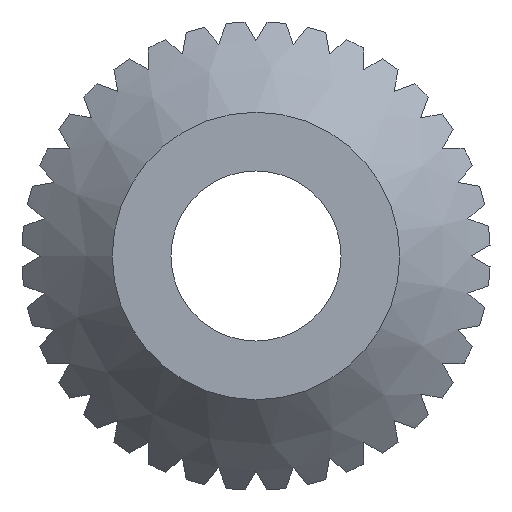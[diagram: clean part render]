
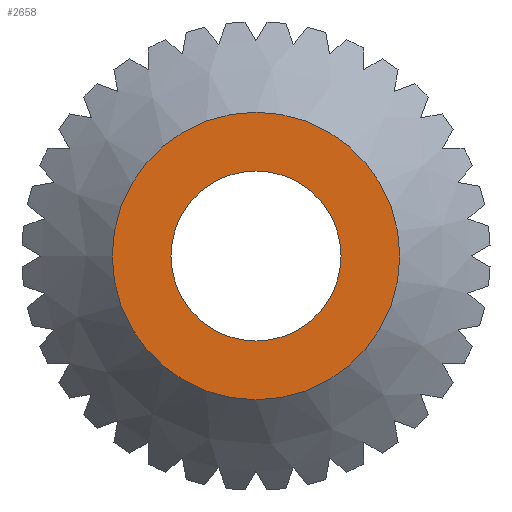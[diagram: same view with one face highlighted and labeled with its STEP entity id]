
A CAD part, left-side view. The second image highlights one B-rep face of the part: STEP entity #2658.
In plain terms, the highlighted planar face has unit normal (-1, 0, 0).
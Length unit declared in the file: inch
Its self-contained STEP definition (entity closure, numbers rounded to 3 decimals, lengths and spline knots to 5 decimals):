
#25=FACE_BOUND('',#565,.T.);
#286=PLANE('',#2890);
#423=FACE_OUTER_BOUND('',#564,.T.);
#564=EDGE_LOOP('',(#2446));
#565=EDGE_LOOP('',(#2447));
#608=CIRCLE('',#2740,0.31754);
#648=CIRCLE('',#2891,0.18795);
#1125=VERTEX_POINT('',#5100);
#1233=VERTEX_POINT('',#7138);
#1415=EDGE_CURVE('',#1125,#1125,#608,.T.);
#1640=EDGE_CURVE('',#1233,#1233,#648,.T.);
#2446=ORIENTED_EDGE('',*,*,#1415,.F.);
#2447=ORIENTED_EDGE('',*,*,#1640,.T.);
#2658=ADVANCED_FACE('',(#423,#25),#286,.T.);
#2740=AXIS2_PLACEMENT_3D('',#5102,#3053,#3054);
#2890=AXIS2_PLACEMENT_3D('',#7137,#3459,#3460);
#2891=AXIS2_PLACEMENT_3D('',#7139,#3461,#3462);
#3053=DIRECTION('center_axis',(1.,0.,0.));
#3054=DIRECTION('ref_axis',(0.,-1.,0.));
#3459=DIRECTION('center_axis',(-1.,0.,0.));
#3460=DIRECTION('ref_axis',(0.,0.,1.));
#3461=DIRECTION('center_axis',(1.,0.,0.));
#3462=DIRECTION('ref_axis',(0.,0.,-1.));
#5100=CARTESIAN_POINT('',(-6.28549,1.19254,0.));
#5102=CARTESIAN_POINT('Origin',(-6.28549,0.875,0.));
#7137=CARTESIAN_POINT('Origin',(-6.28549,1.39254,0.));
#7138=CARTESIAN_POINT('',(-6.28549,1.06295,0.));
#7139=CARTESIAN_POINT('Origin',(-6.28549,0.875,0.));
